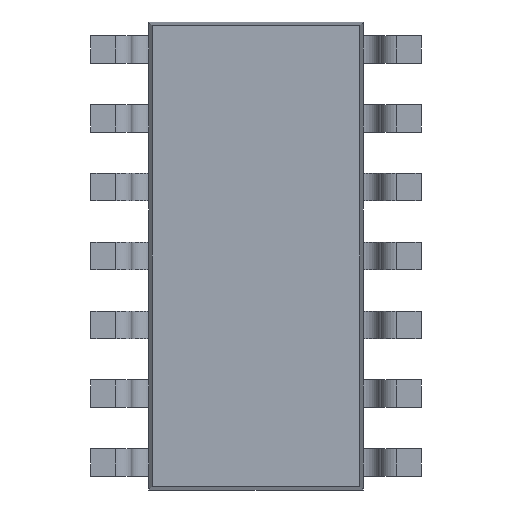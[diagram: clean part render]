
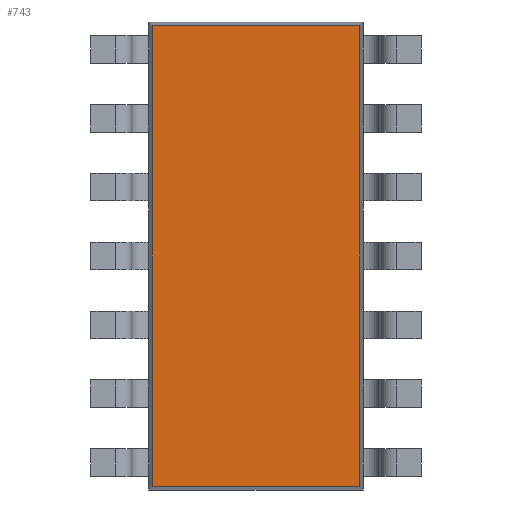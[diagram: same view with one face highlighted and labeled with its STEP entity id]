
A CAD part, front view. The second image highlights one B-rep face of the part: STEP entity #743.
In plain terms, the highlighted planar face has unit normal (0, -1, 0).
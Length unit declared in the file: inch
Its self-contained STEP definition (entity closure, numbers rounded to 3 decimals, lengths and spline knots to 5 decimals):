
#743 = ADVANCED_FACE ( 'NONE', ( #3283 ), #3324, .F. ) ;
#744 = EDGE_LOOP ( 'NONE', ( #858, #854, #789, #863 ) ) ;
#788 = EDGE_CURVE ( 'NONE', #873, #864, #3414, .T. ) ;
#789 = ORIENTED_EDGE ( 'NONE', *, *, #834, .T. ) ;
#834 = EDGE_CURVE ( 'NONE', #912, #911, #3463, .T. ) ;
#840 = EDGE_CURVE ( 'NONE', #864, #912, #3513, .T. ) ;
#853 = EDGE_CURVE ( 'NONE', #911, #873, #3538, .T. ) ;
#854 = ORIENTED_EDGE ( 'NONE', *, *, #840, .T. ) ;
#858 = ORIENTED_EDGE ( 'NONE', *, *, #788, .T. ) ;
#863 = ORIENTED_EDGE ( 'NONE', *, *, #853, .T. ) ;
#864 = VERTEX_POINT ( 'NONE', #3602 ) ;
#873 = VERTEX_POINT ( 'NONE', #3593 ) ;
#911 = VERTEX_POINT ( 'NONE', #3664 ) ;
#912 = VERTEX_POINT ( 'NONE', #3663 ) ;
#3283 = FACE_OUTER_BOUND ( 'NONE', #744, .T. ) ;
#3319 = DIRECTION ( 'NONE',  ( 0., 0., 1. ) ) ;
#3320 = DIRECTION ( 'NONE',  ( 0., 1., 0. ) ) ;
#3321 = CARTESIAN_POINT ( 'NONE',  ( 0.027, 0., 0.32 ) ) ;
#3322 = AXIS2_PLACEMENT_3D ( 'NONE', #3321, #3320, #3319 ) ;
#3324 = PLANE ( 'NONE',  #3322 ) ;
#3411 = DIRECTION ( 'NONE',  ( -1., 0., 0. ) ) ;
#3412 = VECTOR ( 'NONE', #3411, 39.37008 ) ;
#3413 = CARTESIAN_POINT ( 'NONE',  ( 0.027, 0., 0.31738 ) ) ;
#3414 = LINE ( 'NONE', #3413, #3412 ) ;
#3460 = DIRECTION ( 'NONE',  ( 1., 0., 0. ) ) ;
#3461 = VECTOR ( 'NONE', #3460, 39.37008 ) ;
#3462 = CARTESIAN_POINT ( 'NONE',  ( 0.183, 0., -0.01738 ) ) ;
#3463 = LINE ( 'NONE', #3462, #3461 ) ;
#3510 = DIRECTION ( 'NONE',  ( 0., 0., -1. ) ) ;
#3511 = VECTOR ( 'NONE', #3510, 39.37008 ) ;
#3512 = CARTESIAN_POINT ( 'NONE',  ( 0.02962, 0., 0.32 ) ) ;
#3513 = LINE ( 'NONE', #3512, #3511 ) ;
#3535 = DIRECTION ( 'NONE',  ( 0., 0., 1. ) ) ;
#3536 = VECTOR ( 'NONE', #3535, 39.37008 ) ;
#3537 = CARTESIAN_POINT ( 'NONE',  ( 0.18038, 0., 0.32 ) ) ;
#3538 = LINE ( 'NONE', #3537, #3536 ) ;
#3593 = CARTESIAN_POINT ( 'NONE',  ( 0.18038, 0., 0.31738 ) ) ;
#3602 = CARTESIAN_POINT ( 'NONE',  ( 0.02962, 0., 0.31738 ) ) ;
#3663 = CARTESIAN_POINT ( 'NONE',  ( 0.02962, 0., -0.01738 ) ) ;
#3664 = CARTESIAN_POINT ( 'NONE',  ( 0.18038, 0., -0.01738 ) ) ;
